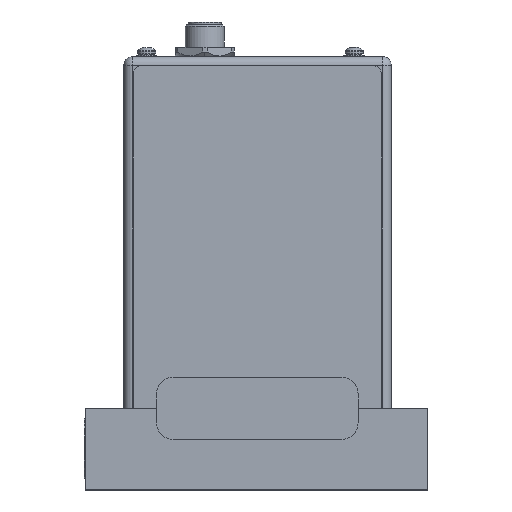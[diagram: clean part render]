
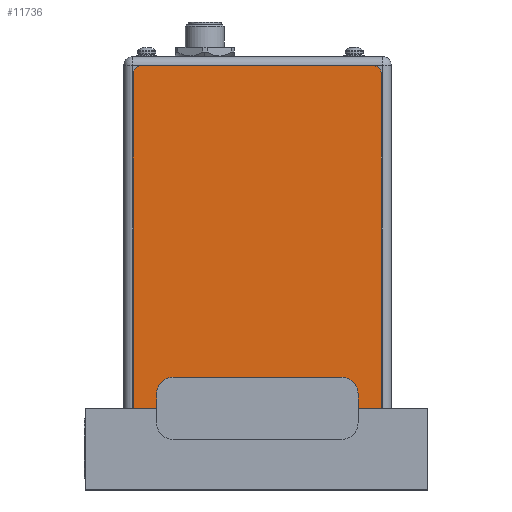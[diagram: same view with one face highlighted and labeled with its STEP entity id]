
A CAD part, top view. The second image highlights one B-rep face of the part: STEP entity #11736.
In plain terms, the highlighted planar face has unit normal (0, 0, 1).
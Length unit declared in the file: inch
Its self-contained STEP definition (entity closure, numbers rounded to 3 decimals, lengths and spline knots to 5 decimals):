
#11569=CARTESIAN_POINT('',(2.9,4.05,0.004));
#11570=DIRECTION('',(0.,0.,1.));
#11571=DIRECTION('',(1.,0.,0.));
#11572=AXIS2_PLACEMENT_3D('',#11569,#11570,#11571);
#11574=DIRECTION('',(0.,1.,0.));
#11575=VECTOR('',#11574,4.05);
#11576=CARTESIAN_POINT('',(3.,0.,0.004));
#11577=LINE('',#11576,#11575);
#11578=DIRECTION('',(1.,0.,0.));
#11579=VECTOR('',#11578,3.);
#11580=CARTESIAN_POINT('',(0.,0.,0.004));
#11581=LINE('',#11580,#11579);
#11582=DIRECTION('',(0.,-1.,0.));
#11583=VECTOR('',#11582,4.05);
#11584=CARTESIAN_POINT('',(0.,4.05,0.004));
#11585=LINE('',#11584,#11583);
#11586=CARTESIAN_POINT('',(0.1,4.05,0.004));
#11587=DIRECTION('',(0.,0.,1.));
#11588=DIRECTION('',(0.,1.,0.));
#11589=AXIS2_PLACEMENT_3D('',#11586,#11587,#11588);
#11591=DIRECTION('',(-1.,0.,0.));
#11592=VECTOR('',#11591,2.8);
#11593=CARTESIAN_POINT('',(2.9,4.15,0.004));
#11594=LINE('',#11593,#11592);
#11599=CARTESIAN_POINT('',(0.,0.,0.004));
#11600=CARTESIAN_POINT('',(3.,0.,0.004));
#11601=VERTEX_POINT('',#11599);
#11602=VERTEX_POINT('',#11600);
#11607=CARTESIAN_POINT('',(3.,4.05,0.004));
#11608=VERTEX_POINT('',#11607);
#11609=CARTESIAN_POINT('',(2.9,4.15,0.004));
#11610=VERTEX_POINT('',#11609);
#11615=CARTESIAN_POINT('',(0.1,4.15,0.004));
#11616=VERTEX_POINT('',#11615);
#11617=CARTESIAN_POINT('',(0.,4.05,0.004));
#11618=VERTEX_POINT('',#11617);
#11723=CARTESIAN_POINT('',(0.,0.,0.004));
#11724=DIRECTION('',(0.,0.,1.));
#11725=DIRECTION('',(1.,0.,0.));
#11726=AXIS2_PLACEMENT_3D('',#11723,#11724,#11725);
#11727=PLANE('',#11726);
#11728=ORIENTED_EDGE('',*,*,#11647,.F.);
#11729=ORIENTED_EDGE('',*,*,#11663,.F.);
#11730=ORIENTED_EDGE('',*,*,#11676,.F.);
#11731=ORIENTED_EDGE('',*,*,#11689,.F.);
#11732=ORIENTED_EDGE('',*,*,#11704,.F.);
#11733=ORIENTED_EDGE('',*,*,#11716,.F.);
#11734=EDGE_LOOP('',(#11728,#11729,#11730,#11731,#11732,#11733));
#11735=FACE_OUTER_BOUND('',#11734,.F.);
#11736=ADVANCED_FACE('',(#11735),#11727,.T.);
#11573=CIRCLE('',#11572,0.1);
#11590=CIRCLE('',#11589,0.1);
#11647=EDGE_CURVE('',#11608,#11610,#11573,.T.);
#11663=EDGE_CURVE('',#11602,#11608,#11577,.T.);
#11676=EDGE_CURVE('',#11601,#11602,#11581,.T.);
#11689=EDGE_CURVE('',#11618,#11601,#11585,.T.);
#11704=EDGE_CURVE('',#11616,#11618,#11590,.T.);
#11716=EDGE_CURVE('',#11610,#11616,#11594,.T.);
